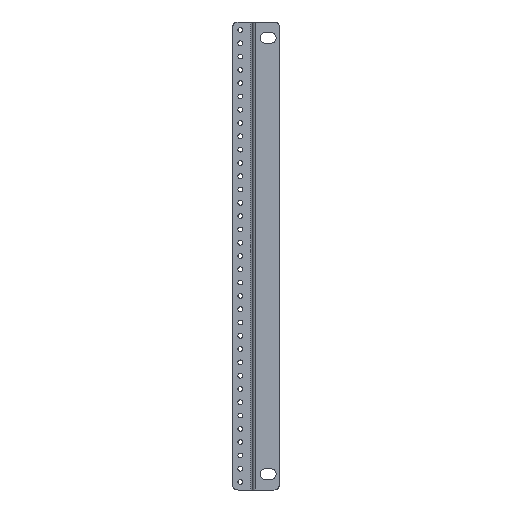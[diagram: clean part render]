
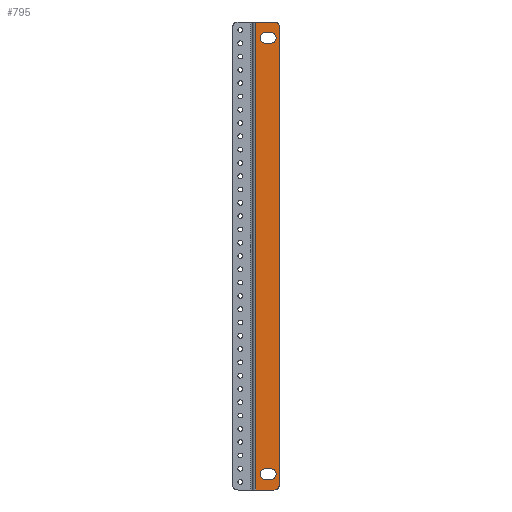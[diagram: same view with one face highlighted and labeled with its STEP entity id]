
A CAD part, front view. The second image highlights one B-rep face of the part: STEP entity #795.
In plain terms, the highlighted planar face has unit normal (0, -1, 0).
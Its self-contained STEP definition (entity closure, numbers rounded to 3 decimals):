
#36 = DIRECTION ( 'NONE',  ( 0., 0., 1. ) ) ;
#40 = DIRECTION ( 'NONE',  ( 0., 0., 1. ) ) ;
#64 = CARTESIAN_POINT ( 'NONE',  ( 11.5, -20., -220. ) ) ;
#86 = CARTESIAN_POINT ( 'NONE',  ( 33.5, -20., 218.333 ) ) ;
#101 = CIRCLE ( 'NONE', #217, 5. ) ;
#127 = DIRECTION ( 'NONE',  ( 0., 0., 1. ) ) ;
#143 = CARTESIAN_POINT ( 'NONE',  ( 20.7, -20., -210. ) ) ;
#147 = ORIENTED_EDGE ( 'NONE', *, *, #520, .F. ) ;
#150 = ORIENTED_EDGE ( 'NONE', *, *, #582, .F. ) ;
#155 = CARTESIAN_POINT ( 'NONE',  ( 33.5, -20., -218.333 ) ) ;
#158 = CARTESIAN_POINT ( 'NONE',  ( 25.7, -20., 210. ) ) ;
#172 = VECTOR ( 'NONE', #1904, 1000. ) ;
#183 = EDGE_CURVE ( 'NONE', #1649, #2333, #1626, .T. ) ;
#191 = VECTOR ( 'NONE', #3481, 1000. ) ;
#217 = AXIS2_PLACEMENT_3D ( 'NONE', #1779, #3256, #428 ) ;
#253 = DIRECTION ( 'NONE',  ( 0., 0., 1. ) ) ;
#273 = CARTESIAN_POINT ( 'NONE',  ( 0., -20., 200. ) ) ;
#292 = CARTESIAN_POINT ( 'NONE',  ( 20.7, -20., -205. ) ) ;
#338 = VERTEX_POINT ( 'NONE', #3091 ) ;
#392 = DIRECTION ( 'NONE',  ( 1., 0., 0. ) ) ;
#425 = VERTEX_POINT ( 'NONE', #1964 ) ;
#428 = DIRECTION ( 'NONE',  ( 0., 0., 1. ) ) ;
#520 = EDGE_CURVE ( 'NONE', #3042, #3468, #2631, .T. ) ;
#547 = EDGE_CURVE ( 'NONE', #2333, #2848, #2455, .T. ) ;
#582 = EDGE_CURVE ( 'NONE', #3365, #3042, #101, .T. ) ;
#593 = ORIENTED_EDGE ( 'NONE', *, *, #1460, .F. ) ;
#626 = DIRECTION ( 'NONE',  ( -1., 0., 0. ) ) ;
#645 = CARTESIAN_POINT ( 'NONE',  ( 25.7, -20., -210. ) ) ;
#648 = EDGE_LOOP ( 'NONE', ( #3226, #3133, #935, #1998, #1764, #2289 ) ) ;
#694 = AXIS2_PLACEMENT_3D ( 'NONE', #1390, #1370, #253 ) ;
#716 = LINE ( 'NONE', #1856, #1677 ) ;
#773 = PLANE ( 'NONE',  #694 ) ;
#795 = ADVANCED_FACE ( 'NONE', ( #3592, #2165, #3007 ), #773, .F. ) ;
#801 = B_SPLINE_CURVE_WITH_KNOTS ( 'NONE', 3,
 ( #3519, #2717, #155, #1009 ),
 .UNSPECIFIED., .F., .F.,
 ( 4, 4 ),
 ( 0., 1. ),
 .UNSPECIFIED. ) ;
#813 = CARTESIAN_POINT ( 'NONE',  ( 33.5, -20., 215. ) ) ;
#833 = CARTESIAN_POINT ( 'NONE',  ( 28.5, -20., -220. ) ) ;
#929 = CARTESIAN_POINT ( 'NONE',  ( 0., -20., 220. ) ) ;
#935 = ORIENTED_EDGE ( 'NONE', *, *, #1003, .T. ) ;
#974 = VERTEX_POINT ( 'NONE', #1142 ) ;
#1003 = EDGE_CURVE ( 'NONE', #338, #1649, #2752, .T. ) ;
#1009 = CARTESIAN_POINT ( 'NONE',  ( 33.5, -20., -215. ) ) ;
#1142 = CARTESIAN_POINT ( 'NONE',  ( 25.7, -20., 200. ) ) ;
#1149 = ORIENTED_EDGE ( 'NONE', *, *, #1953, .T. ) ;
#1154 = CARTESIAN_POINT ( 'NONE',  ( 0., -20., -210. ) ) ;
#1157 = CARTESIAN_POINT ( 'NONE',  ( 25.7, -20., 205. ) ) ;
#1207 = DIRECTION ( 'NONE',  ( -1., 0., 0. ) ) ;
#1222 = EDGE_CURVE ( 'NONE', #3361, #2464, #2402, .T. ) ;
#1227 = CARTESIAN_POINT ( 'NONE',  ( 28.5, -20., 220. ) ) ;
#1281 = ORIENTED_EDGE ( 'NONE', *, *, #2109, .T. ) ;
#1305 = VECTOR ( 'NONE', #1207, 1000. ) ;
#1322 = CARTESIAN_POINT ( 'NONE',  ( 0., -20., -200. ) ) ;
#1370 = DIRECTION ( 'NONE',  ( 0., 1., 0. ) ) ;
#1390 = CARTESIAN_POINT ( 'NONE',  ( 0., -20., 0. ) ) ;
#1446 = CIRCLE ( 'NONE', #1924, 5. ) ;
#1455 = ORIENTED_EDGE ( 'NONE', *, *, #2844, .F. ) ;
#1460 = EDGE_CURVE ( 'NONE', #1577, #3365, #2326, .T. ) ;
#1490 = DIRECTION ( 'NONE',  ( 0., -1., 0. ) ) ;
#1577 = VERTEX_POINT ( 'NONE', #143 ) ;
#1579 = VERTEX_POINT ( 'NONE', #158 ) ;
#1626 = B_SPLINE_CURVE_WITH_KNOTS ( 'NONE', 3,
 ( #2636, #86, #2934, #1227 ),
 .UNSPECIFIED., .F., .F.,
 ( 4, 4 ),
 ( 0., 1. ),
 .UNSPECIFIED. ) ;
#1649 = VERTEX_POINT ( 'NONE', #813 ) ;
#1677 = VECTOR ( 'NONE', #3215, 1000. ) ;
#1720 = VECTOR ( 'NONE', #1754, 1000. ) ;
#1735 = DIRECTION ( 'NONE',  ( 0., 1., 0. ) ) ;
#1754 = DIRECTION ( 'NONE',  ( -1., 0., 0. ) ) ;
#1758 = DIRECTION ( 'NONE',  ( 0., 1., 0. ) ) ;
#1764 = ORIENTED_EDGE ( 'NONE', *, *, #547, .T. ) ;
#1776 = CARTESIAN_POINT ( 'NONE',  ( 20.7, -20., 205. ) ) ;
#1779 = CARTESIAN_POINT ( 'NONE',  ( 25.7, -20., -205. ) ) ;
#1856 = CARTESIAN_POINT ( 'NONE',  ( 11.5, -20., 220. ) ) ;
#1904 = DIRECTION ( 'NONE',  ( 0., 0., 1. ) ) ;
#1924 = AXIS2_PLACEMENT_3D ( 'NONE', #1776, #1758, #127 ) ;
#1953 = EDGE_CURVE ( 'NONE', #1579, #974, #2748, .T. ) ;
#1964 = CARTESIAN_POINT ( 'NONE',  ( 20.7, -20., 200. ) ) ;
#1987 = DIRECTION ( 'NONE',  ( 1., 0., 0. ) ) ;
#1998 = ORIENTED_EDGE ( 'NONE', *, *, #183, .T. ) ;
#2093 = EDGE_CURVE ( 'NONE', #2856, #1579, #2349, .T. ) ;
#2109 = EDGE_CURVE ( 'NONE', #425, #2856, #1446, .T. ) ;
#2132 = CARTESIAN_POINT ( 'NONE',  ( 0., -20., -220. ) ) ;
#2151 = AXIS2_PLACEMENT_3D ( 'NONE', #1157, #1735, #40 ) ;
#2165 = FACE_BOUND ( 'NONE', #2291, .T. ) ;
#2289 = ORIENTED_EDGE ( 'NONE', *, *, #3093, .F. ) ;
#2291 = EDGE_LOOP ( 'NONE', ( #2355, #1281, #3146, #1149 ) ) ;
#2326 = LINE ( 'NONE', #1154, #2698 ) ;
#2333 = VERTEX_POINT ( 'NONE', #3008 ) ;
#2349 = LINE ( 'NONE', #2890, #191 ) ;
#2355 = ORIENTED_EDGE ( 'NONE', *, *, #2922, .T. ) ;
#2402 = LINE ( 'NONE', #2132, #2523 ) ;
#2413 = EDGE_LOOP ( 'NONE', ( #1455, #147, #150, #593 ) ) ;
#2455 = LINE ( 'NONE', #929, #1305 ) ;
#2464 = VERTEX_POINT ( 'NONE', #833 ) ;
#2492 = VECTOR ( 'NONE', #626, 1000. ) ;
#2523 = VECTOR ( 'NONE', #392, 1000. ) ;
#2614 = CIRCLE ( 'NONE', #2849, 5. ) ;
#2631 = LINE ( 'NONE', #1322, #2492 ) ;
#2636 = CARTESIAN_POINT ( 'NONE',  ( 33.5, -20., 215. ) ) ;
#2647 = EDGE_CURVE ( 'NONE', #2464, #338, #801, .T. ) ;
#2698 = VECTOR ( 'NONE', #1987, 1000. ) ;
#2717 = CARTESIAN_POINT ( 'NONE',  ( 31.833, -20., -220. ) ) ;
#2748 = CIRCLE ( 'NONE', #2151, 5. ) ;
#2752 = LINE ( 'NONE', #3055, #172 ) ;
#2825 = LINE ( 'NONE', #273, #1720 ) ;
#2844 = EDGE_CURVE ( 'NONE', #3468, #1577, #2614, .T. ) ;
#2848 = VERTEX_POINT ( 'NONE', #3134 ) ;
#2849 = AXIS2_PLACEMENT_3D ( 'NONE', #292, #1490, #36 ) ;
#2856 = VERTEX_POINT ( 'NONE', #3182 ) ;
#2890 = CARTESIAN_POINT ( 'NONE',  ( 0., -20., 210. ) ) ;
#2922 = EDGE_CURVE ( 'NONE', #974, #425, #2825, .T. ) ;
#2934 = CARTESIAN_POINT ( 'NONE',  ( 31.833, -20., 220. ) ) ;
#3007 = FACE_BOUND ( 'NONE', #2413, .T. ) ;
#3008 = CARTESIAN_POINT ( 'NONE',  ( 28.5, -20., 220. ) ) ;
#3042 = VERTEX_POINT ( 'NONE', #3263 ) ;
#3055 = CARTESIAN_POINT ( 'NONE',  ( 33.5, -20., 0. ) ) ;
#3091 = CARTESIAN_POINT ( 'NONE',  ( 33.5, -20., -215. ) ) ;
#3093 = EDGE_CURVE ( 'NONE', #3361, #2848, #716, .T. ) ;
#3133 = ORIENTED_EDGE ( 'NONE', *, *, #2647, .T. ) ;
#3134 = CARTESIAN_POINT ( 'NONE',  ( 11.5, -20., 220. ) ) ;
#3146 = ORIENTED_EDGE ( 'NONE', *, *, #2093, .T. ) ;
#3182 = CARTESIAN_POINT ( 'NONE',  ( 20.7, -20., 210. ) ) ;
#3215 = DIRECTION ( 'NONE',  ( 0., 0., 1. ) ) ;
#3226 = ORIENTED_EDGE ( 'NONE', *, *, #1222, .T. ) ;
#3256 = DIRECTION ( 'NONE',  ( 0., -1., 0. ) ) ;
#3259 = CARTESIAN_POINT ( 'NONE',  ( 20.7, -20., -200. ) ) ;
#3263 = CARTESIAN_POINT ( 'NONE',  ( 25.7, -20., -200. ) ) ;
#3361 = VERTEX_POINT ( 'NONE', #64 ) ;
#3365 = VERTEX_POINT ( 'NONE', #645 ) ;
#3468 = VERTEX_POINT ( 'NONE', #3259 ) ;
#3481 = DIRECTION ( 'NONE',  ( 1., 0., 0. ) ) ;
#3519 = CARTESIAN_POINT ( 'NONE',  ( 28.5, -20., -220. ) ) ;
#3592 = FACE_OUTER_BOUND ( 'NONE', #648, .T. ) ;
